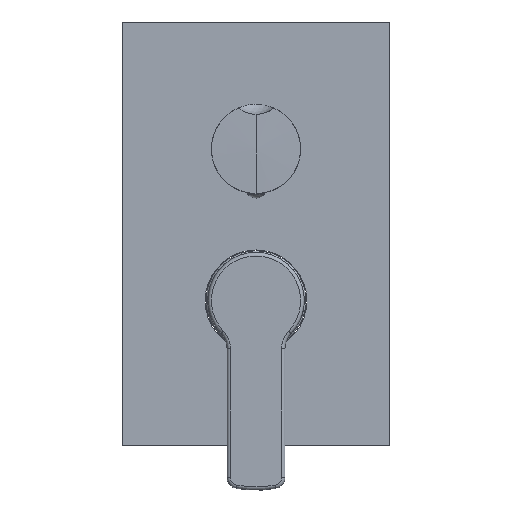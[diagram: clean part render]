
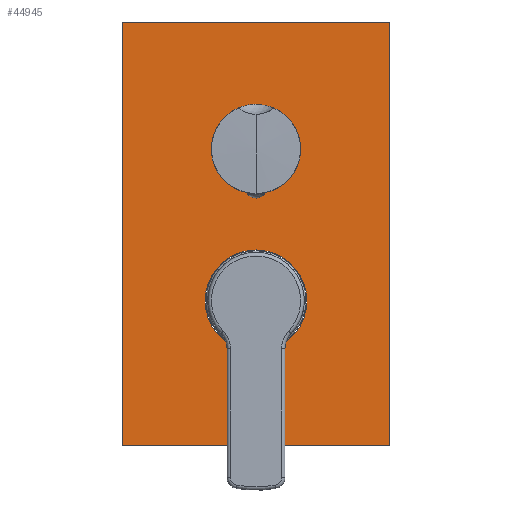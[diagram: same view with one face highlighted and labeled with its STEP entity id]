
A CAD part, top view. The second image highlights one B-rep face of the part: STEP entity #44945.
In plain terms, the highlighted planar face has unit normal (0, 0, 1).
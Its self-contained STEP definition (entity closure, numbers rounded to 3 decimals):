
#44750=DIRECTION('',(0.,1.,0.));
#44751=VECTOR('',#44750,190.);
#44752=CARTESIAN_POINT('',(60.,-65.,62.));
#44753=LINE('',#44752,#44751);
#44754=DIRECTION('',(1.,0.,0.));
#44755=VECTOR('',#44754,120.);
#44756=CARTESIAN_POINT('',(-60.,-65.,62.));
#44757=LINE('',#44756,#44755);
#44758=DIRECTION('',(0.,-1.,0.));
#44759=VECTOR('',#44758,190.);
#44760=CARTESIAN_POINT('',(-60.,125.,62.));
#44761=LINE('',#44760,#44759);
#44762=DIRECTION('',(-1.,0.,0.));
#44763=VECTOR('',#44762,120.);
#44764=CARTESIAN_POINT('',(60.,125.,62.));
#44765=LINE('',#44764,#44763);
#44766=CARTESIAN_POINT('',(0.,0.,62.));
#44767=DIRECTION('',(0.,0.,-1.));
#44768=DIRECTION('',(-1.,0.,0.));
#44769=AXIS2_PLACEMENT_3D('',#44766,#44767,#44768);
#44771=CARTESIAN_POINT('',(0.,0.,62.));
#44772=DIRECTION('',(0.,0.,-1.));
#44773=DIRECTION('',(1.,0.,0.));
#44774=AXIS2_PLACEMENT_3D('',#44771,#44772,#44773);
#44776=CARTESIAN_POINT('',(0.,68.,62.));
#44777=DIRECTION('',(0.,0.,-1.));
#44778=DIRECTION('',(-1.,0.,0.));
#44779=AXIS2_PLACEMENT_3D('',#44776,#44777,#44778);
#44781=CARTESIAN_POINT('',(0.,68.,62.));
#44782=DIRECTION('',(0.,0.,-1.));
#44783=DIRECTION('',(1.,0.,0.));
#44784=AXIS2_PLACEMENT_3D('',#44781,#44782,#44783);
#44826=CARTESIAN_POINT('',(-22.8,0.,62.));
#44827=CARTESIAN_POINT('',(22.8,0.,62.));
#44828=VERTEX_POINT('',#44826);
#44829=VERTEX_POINT('',#44827);
#44830=CARTESIAN_POINT('',(-9.75,68.,62.));
#44831=CARTESIAN_POINT('',(9.75,68.,62.));
#44832=VERTEX_POINT('',#44830);
#44833=VERTEX_POINT('',#44831);
#44834=CARTESIAN_POINT('',(60.,-65.,62.));
#44835=CARTESIAN_POINT('',(60.,125.,62.));
#44836=VERTEX_POINT('',#44834);
#44837=VERTEX_POINT('',#44835);
#44838=CARTESIAN_POINT('',(-60.,125.,62.));
#44839=VERTEX_POINT('',#44838);
#44840=CARTESIAN_POINT('',(-60.,-65.,62.));
#44841=VERTEX_POINT('',#44840);
#44920=CARTESIAN_POINT('',(0.,30.,62.));
#44921=DIRECTION('',(0.,0.,1.));
#44922=DIRECTION('',(-1.,0.,0.));
#44923=AXIS2_PLACEMENT_3D('',#44920,#44921,#44922);
#44924=PLANE('',#44923);
#44925=ORIENTED_EDGE('',*,*,#44906,.F.);
#44926=ORIENTED_EDGE('',*,*,#44851,.F.);
#44928=ORIENTED_EDGE('',*,*,#44927,.F.);
#44930=ORIENTED_EDGE('',*,*,#44929,.F.);
#44931=EDGE_LOOP('',(#44925,#44926,#44928,#44930));
#44932=FACE_OUTER_BOUND('',#44931,.F.);
#44934=ORIENTED_EDGE('',*,*,#44933,.F.);
#44936=ORIENTED_EDGE('',*,*,#44935,.F.);
#44937=EDGE_LOOP('',(#44934,#44936));
#44938=FACE_BOUND('',#44937,.F.);
#44940=ORIENTED_EDGE('',*,*,#44939,.F.);
#44942=ORIENTED_EDGE('',*,*,#44941,.F.);
#44943=EDGE_LOOP('',(#44940,#44942));
#44944=FACE_BOUND('',#44943,.F.);
#44945=ADVANCED_FACE('',(#44932,#44938,#44944),#44924,.T.);
#44770=CIRCLE('',#44769,22.8);
#44775=CIRCLE('',#44774,22.8);
#44780=CIRCLE('',#44779,9.75);
#44785=CIRCLE('',#44784,9.75);
#44851=EDGE_CURVE('',#44841,#44836,#44757,.T.);
#44906=EDGE_CURVE('',#44836,#44837,#44753,.T.);
#44927=EDGE_CURVE('',#44839,#44841,#44761,.T.);
#44929=EDGE_CURVE('',#44837,#44839,#44765,.T.);
#44933=EDGE_CURVE('',#44828,#44829,#44770,.T.);
#44935=EDGE_CURVE('',#44829,#44828,#44775,.T.);
#44939=EDGE_CURVE('',#44832,#44833,#44780,.T.);
#44941=EDGE_CURVE('',#44833,#44832,#44785,.T.);
